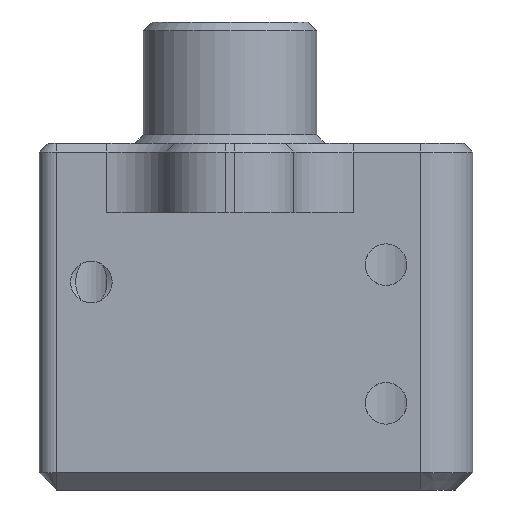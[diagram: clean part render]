
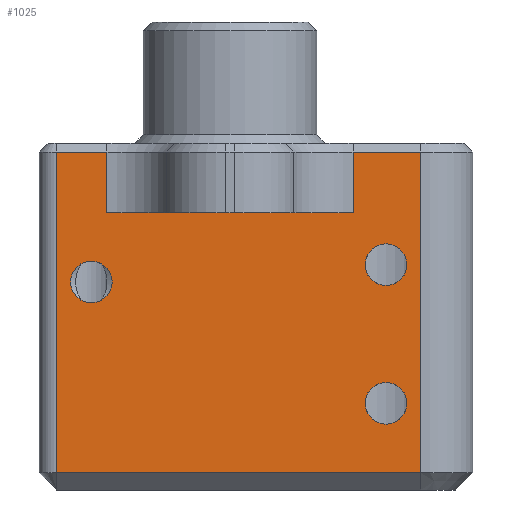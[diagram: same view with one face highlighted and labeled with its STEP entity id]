
A CAD part, front view. The second image highlights one B-rep face of the part: STEP entity #1025.
In plain terms, the highlighted planar face has unit normal (0, -1, 0).
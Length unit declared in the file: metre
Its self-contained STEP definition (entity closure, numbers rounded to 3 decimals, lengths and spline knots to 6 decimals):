
#36=CIRCLE('',#1112,0.0012);
#37=CIRCLE('',#1113,0.0012);
#38=CIRCLE('',#1114,0.0012);
#140=ORIENTED_EDGE('',*,*,#426,.T.);
#141=ORIENTED_EDGE('',*,*,#427,.T.);
#142=ORIENTED_EDGE('',*,*,#428,.T.);
#143=ORIENTED_EDGE('',*,*,#429,.T.);
#144=ORIENTED_EDGE('',*,*,#430,.T.);
#145=ORIENTED_EDGE('',*,*,#431,.F.);
#146=ORIENTED_EDGE('',*,*,#432,.T.);
#147=ORIENTED_EDGE('',*,*,#433,.T.);
#148=ORIENTED_EDGE('',*,*,#434,.T.);
#149=ORIENTED_EDGE('',*,*,#435,.T.);
#150=ORIENTED_EDGE('',*,*,#436,.T.);
#426=EDGE_CURVE('',#569,#570,#652,.F.);
#427=EDGE_CURVE('',#570,#571,#653,.T.);
#428=EDGE_CURVE('',#571,#572,#654,.T.);
#429=EDGE_CURVE('',#572,#573,#655,.T.);
#430=EDGE_CURVE('',#573,#574,#656,.F.);
#431=EDGE_CURVE('',#575,#574,#657,.T.);
#432=EDGE_CURVE('',#575,#576,#658,.T.);
#433=EDGE_CURVE('',#576,#569,#659,.T.);
#434=EDGE_CURVE('',#577,#577,#36,.T.);
#435=EDGE_CURVE('',#578,#578,#37,.T.);
#436=EDGE_CURVE('',#579,#579,#38,.T.);
#569=VERTEX_POINT('',#1648);
#570=VERTEX_POINT('',#1649);
#571=VERTEX_POINT('',#1651);
#572=VERTEX_POINT('',#1653);
#573=VERTEX_POINT('',#1655);
#574=VERTEX_POINT('',#1657);
#575=VERTEX_POINT('',#1659);
#576=VERTEX_POINT('',#1661);
#577=VERTEX_POINT('',#1664);
#578=VERTEX_POINT('',#1666);
#579=VERTEX_POINT('',#1668);
#652=LINE('',#1647,#728);
#653=LINE('',#1650,#729);
#654=LINE('',#1652,#730);
#655=LINE('',#1654,#731);
#656=LINE('',#1656,#732);
#657=LINE('',#1658,#733);
#658=LINE('',#1660,#734);
#659=LINE('',#1662,#735);
#728=VECTOR('',#1260,1.);
#729=VECTOR('',#1261,1.);
#730=VECTOR('',#1262,1.);
#731=VECTOR('',#1263,1.);
#732=VECTOR('',#1264,1.);
#733=VECTOR('',#1265,1.);
#734=VECTOR('',#1266,1.);
#735=VECTOR('',#1267,1.);
#804=EDGE_LOOP('',(#140,#141,#142,#143,#144,#145,#146,#147));
#805=EDGE_LOOP('',(#148));
#806=EDGE_LOOP('',(#149));
#807=EDGE_LOOP('',(#150));
#904=FACE_BOUND('',#804,.T.);
#905=FACE_BOUND('',#805,.T.);
#906=FACE_BOUND('',#806,.T.);
#907=FACE_BOUND('',#807,.T.);
#997=PLANE('',#1111);
#1025=ADVANCED_FACE('',(#904,#905,#906,#907),#997,.T.);
#1111=AXIS2_PLACEMENT_3D('',#1646,#1258,#1259);
#1112=AXIS2_PLACEMENT_3D('',#1663,#1268,#1269);
#1113=AXIS2_PLACEMENT_3D('',#1665,#1270,#1271);
#1114=AXIS2_PLACEMENT_3D('',#1667,#1272,#1273);
#1258=DIRECTION('',(0.,-1.,0.));
#1259=DIRECTION('',(0.,0.,-1.));
#1260=DIRECTION('',(0.,0.,1.));
#1261=DIRECTION('',(1.,0.,0.));
#1262=DIRECTION('',(0.,0.,1.));
#1263=DIRECTION('',(-1.,0.,0.));
#1264=DIRECTION('',(0.,0.,1.));
#1265=DIRECTION('',(1.,0.,0.));
#1266=DIRECTION('',(0.,0.,1.));
#1267=DIRECTION('',(-1.,0.,0.));
#1268=DIRECTION('',(0.,1.,0.));
#1269=DIRECTION('',(0.,0.,1.));
#1270=DIRECTION('',(0.,1.,0.));
#1271=DIRECTION('',(0.,0.,1.));
#1272=DIRECTION('',(0.,1.,0.));
#1273=DIRECTION('',(0.,0.,1.));
#1646=CARTESIAN_POINT('',(0.011,0.,-0.02));
#1647=CARTESIAN_POINT('',(0.001,0.,-0.02));
#1648=CARTESIAN_POINT('',(0.001,0.,-0.0005));
#1649=CARTESIAN_POINT('',(0.001,0.,-0.019));
#1650=CARTESIAN_POINT('',(0.022,0.,-0.019));
#1651=CARTESIAN_POINT('',(0.022,0.,-0.019));
#1652=CARTESIAN_POINT('',(0.022,0.,-0.02));
#1653=CARTESIAN_POINT('',(0.022,0.,-0.0005));
#1654=CARTESIAN_POINT('',(0.011,0.,-0.0005));
#1655=CARTESIAN_POINT('',(0.0181,0.,-0.0005));
#1656=CARTESIAN_POINT('',(0.0181,0.,-0.004));
#1657=CARTESIAN_POINT('',(0.0181,0.,-0.004));
#1658=CARTESIAN_POINT('',(0.011,0.,-0.004));
#1659=CARTESIAN_POINT('',(0.0039,0.,-0.004));
#1660=CARTESIAN_POINT('',(0.0039,0.,0.));
#1661=CARTESIAN_POINT('',(0.0039,0.,-0.0005));
#1662=CARTESIAN_POINT('',(0.011,0.,-0.0005));
#1663=CARTESIAN_POINT('',(0.003,0.,-0.008));
#1664=CARTESIAN_POINT('',(0.003,0.,-0.0068));
#1665=CARTESIAN_POINT('',(0.02,0.,-0.015));
#1666=CARTESIAN_POINT('',(0.02,0.,-0.0138));
#1667=CARTESIAN_POINT('',(0.02,0.,-0.007));
#1668=CARTESIAN_POINT('',(0.02,0.,-0.0058));
